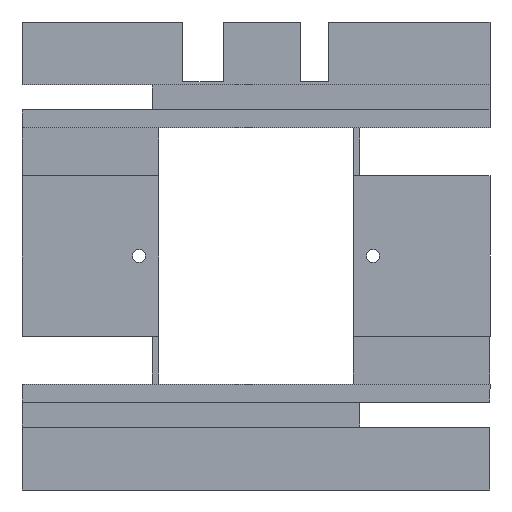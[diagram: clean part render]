
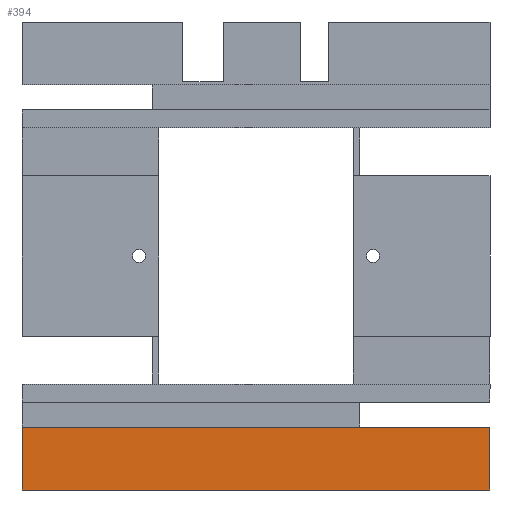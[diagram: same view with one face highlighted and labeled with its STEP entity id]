
A CAD part, front view. The second image highlights one B-rep face of the part: STEP entity #394.
In plain terms, the highlighted planar face has unit normal (0, -1, 0).
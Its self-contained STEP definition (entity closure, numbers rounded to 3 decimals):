
#36 = CARTESIAN_POINT ( 'NONE',  ( 180., 0., 0. ) ) ;
#73 = ORIENTED_EDGE ( 'NONE', *, *, #673, .F. ) ;
#76 = CARTESIAN_POINT ( 'NONE',  ( 0., 0., 0. ) ) ;
#83 = LINE ( 'NONE', #638, #1540 ) ;
#122 = VECTOR ( 'NONE', #1245, 1000. ) ;
#151 = CARTESIAN_POINT ( 'NONE',  ( 180., 0., 24.191 ) ) ;
#195 = CARTESIAN_POINT ( 'NONE',  ( 0., 0., 0. ) ) ;
#344 = FACE_OUTER_BOUND ( 'NONE', #1058, .T. ) ;
#367 = DIRECTION ( 'NONE',  ( -1., 0., 0. ) ) ;
#394 = ADVANCED_FACE ( 'NONE', ( #344 ), #1303, .F. ) ;
#395 = VERTEX_POINT ( 'NONE', #76 ) ;
#397 = ORIENTED_EDGE ( 'NONE', *, *, #1206, .F. ) ;
#476 = DIRECTION ( 'NONE',  ( 0., 0., -1. ) ) ;
#638 = CARTESIAN_POINT ( 'NONE',  ( 90., 0., 24.191 ) ) ;
#640 = VERTEX_POINT ( 'NONE', #969 ) ;
#673 = EDGE_CURVE ( 'NONE', #395, #862, #1100, .T. ) ;
#749 = DIRECTION ( 'NONE',  ( -1., 0., 0. ) ) ;
#862 = VERTEX_POINT ( 'NONE', #1577 ) ;
#877 = EDGE_CURVE ( 'NONE', #1082, #862, #83, .T. ) ;
#962 = VECTOR ( 'NONE', #476, 1000. ) ;
#969 = CARTESIAN_POINT ( 'NONE',  ( 180., 0., 0. ) ) ;
#997 = CARTESIAN_POINT ( 'NONE',  ( 0., 0., 0. ) ) ;
#1041 = DIRECTION ( 'NONE',  ( 0., 1., 0. ) ) ;
#1058 = EDGE_LOOP ( 'NONE', ( #1246, #1257, #73, #397 ) ) ;
#1082 = VERTEX_POINT ( 'NONE', #151 ) ;
#1100 = LINE ( 'NONE', #997, #122 ) ;
#1206 = EDGE_CURVE ( 'NONE', #640, #395, #1716, .T. ) ;
#1245 = DIRECTION ( 'NONE',  ( 0., 0., 1. ) ) ;
#1246 = ORIENTED_EDGE ( 'NONE', *, *, #1413, .F. ) ;
#1257 = ORIENTED_EDGE ( 'NONE', *, *, #877, .T. ) ;
#1303 = PLANE ( 'NONE',  #1467 ) ;
#1413 = EDGE_CURVE ( 'NONE', #1082, #640, #1668, .T. ) ;
#1419 = CARTESIAN_POINT ( 'NONE',  ( 90., 0., 90. ) ) ;
#1467 = AXIS2_PLACEMENT_3D ( 'NONE', #1419, #1041, #1703 ) ;
#1540 = VECTOR ( 'NONE', #367, 1000. ) ;
#1560 = VECTOR ( 'NONE', #749, 1000. ) ;
#1577 = CARTESIAN_POINT ( 'NONE',  ( 0., 0., 24.191 ) ) ;
#1668 = LINE ( 'NONE', #36, #962 ) ;
#1703 = DIRECTION ( 'NONE',  ( 0., 0., 1. ) ) ;
#1716 = LINE ( 'NONE', #195, #1560 ) ;
